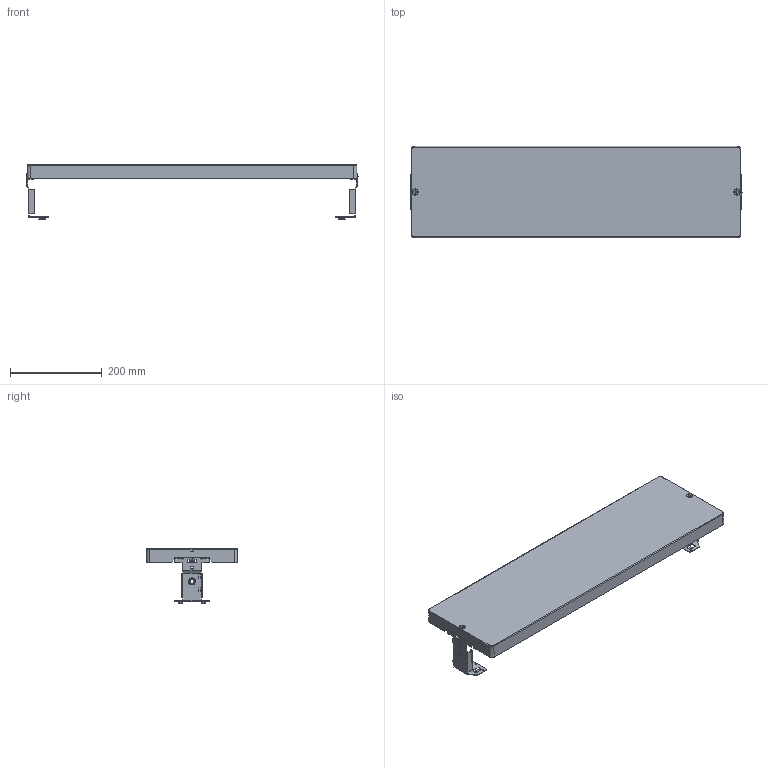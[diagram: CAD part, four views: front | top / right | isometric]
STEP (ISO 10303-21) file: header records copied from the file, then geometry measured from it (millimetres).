
FILE_DESCRIPTION((''),'2;1');
FILE_NAME('GW46429F_ASM','2021-04-09T10:14:42',('User'),('Axiro Italia'),'CREO PARAMETRIC BY PTC INC, 2020354','CREO PARAMETRIC BY PTC INC, 2020354','');
FILE_SCHEMA(('CONFIG_CONTROL_DESIGN'));
Length unit declared in the file: millimetre
Products named in the file (4): 55711006E2XX_MOSTRINA_CIECA_36M; 55718951FXXX_STAFFA_X_SUPP_GUID; STAFFE_29_ASM; GW46429F_ASM
Assembly tree (4 placements, depth 3):
  GW46429F_ASM
    55711006E2XX_MOSTRINA_CIECA_36M
    STAFFE_29_ASM
      55718951FXXX_STAFFA_X_SUPP_GUID  x2
Bounding box: 722.99 x 199.17 x 119.86 mm (x, y, z)
Volume: 604531.6 mm3; surface area: 428672.1 mm2
Topology: 3 solids, 3 shells, 540 faces, 1529 edges, 1007 vertices
Faces by surface type: plane 338, cylinder 146, cone 28, sphere 24, torus 4
Entity records: 12472 total; most frequent: CARTESIAN_POINT 2733, ORIENTED_EDGE 2054, DIRECTION 1954, EDGE_CURVE 1027, VECTOR 702, LINE 702, VERTEX_POINT 683, AXIS2_PLACEMENT_3D 626
